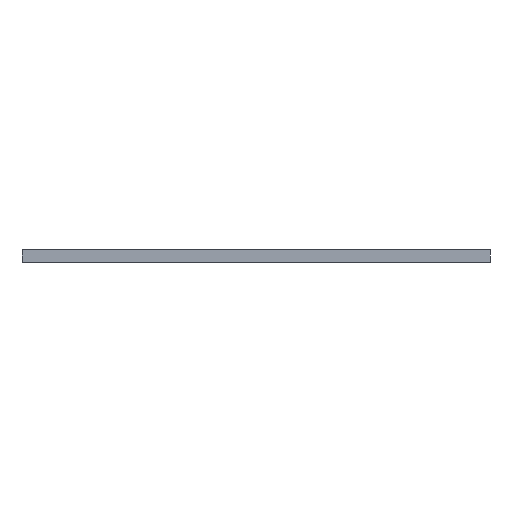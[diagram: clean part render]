
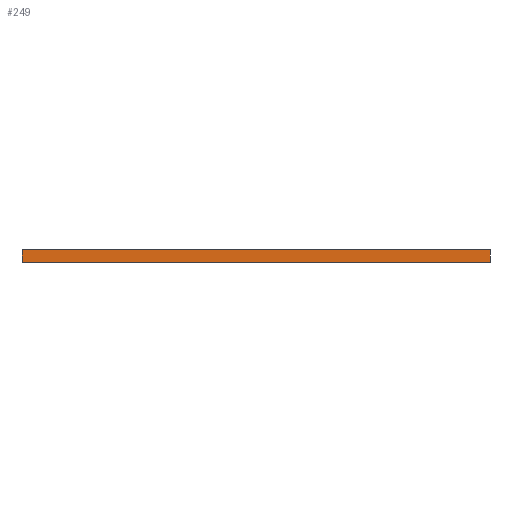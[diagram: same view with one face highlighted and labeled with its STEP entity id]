
A CAD part, left-side view. The second image highlights one B-rep face of the part: STEP entity #249.
In plain terms, the highlighted planar face has unit normal (-1, 0, 0).
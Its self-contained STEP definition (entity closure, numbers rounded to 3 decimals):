
#26 = ORIENTED_EDGE ( 'NONE', *, *, #1291, .T. ) ;
#65 = CARTESIAN_POINT ( 'NONE',  ( -114.173, -59.69, 3.175 ) ) ;
#82 = DIRECTION ( 'NONE',  ( 0., 0., -1. ) ) ;
#130 = FACE_OUTER_BOUND ( 'NONE', #648, .T. ) ;
#173 = CARTESIAN_POINT ( 'NONE',  ( -114.173, 0., 3.175 ) ) ;
#174 = VECTOR ( 'NONE', #1097, 1000. ) ;
#184 = LINE ( 'NONE', #621, #174 ) ;
#206 = VECTOR ( 'NONE', #220, 1000. ) ;
#220 = DIRECTION ( 'NONE',  ( 0., 0., -1. ) ) ;
#249 = ADVANCED_FACE ( 'NONE', ( #130 ), #1280, .T. ) ;
#264 = CARTESIAN_POINT ( 'NONE',  ( -114.173, -59.69, 3.175 ) ) ;
#317 = VECTOR ( 'NONE', #1304, 1000. ) ;
#371 = EDGE_CURVE ( 'NONE', #665, #1041, #853, .T. ) ;
#416 = VECTOR ( 'NONE', #82, 1000. ) ;
#446 = ORIENTED_EDGE ( 'NONE', *, *, #1055, .T. ) ;
#524 = VERTEX_POINT ( 'NONE', #1122 ) ;
#621 = CARTESIAN_POINT ( 'NONE',  ( -114.173, 0., 0. ) ) ;
#648 = EDGE_LOOP ( 'NONE', ( #732, #1269, #26, #446 ) ) ;
#665 = VERTEX_POINT ( 'NONE', #264 ) ;
#732 = ORIENTED_EDGE ( 'NONE', *, *, #1234, .F. ) ;
#828 = DIRECTION ( 'NONE',  ( -1., 0., 0. ) ) ;
#853 = LINE ( 'NONE', #65, #416 ) ;
#888 = CARTESIAN_POINT ( 'NONE',  ( -114.173, 59.69, 3.175 ) ) ;
#931 = DIRECTION ( 'NONE',  ( 0., -1., 0. ) ) ;
#959 = AXIS2_PLACEMENT_3D ( 'NONE', #1273, #828, #931 ) ;
#965 = CARTESIAN_POINT ( 'NONE',  ( -114.173, 59.69, 0. ) ) ;
#1041 = VERTEX_POINT ( 'NONE', #1127 ) ;
#1055 = EDGE_CURVE ( 'NONE', #524, #1253, #1386, .T. ) ;
#1097 = DIRECTION ( 'NONE',  ( 0., 1., 0. ) ) ;
#1122 = CARTESIAN_POINT ( 'NONE',  ( -114.173, 59.69, 3.175 ) ) ;
#1127 = CARTESIAN_POINT ( 'NONE',  ( -114.173, -59.69, 0. ) ) ;
#1234 = EDGE_CURVE ( 'NONE', #1041, #1253, #184, .T. ) ;
#1253 = VERTEX_POINT ( 'NONE', #965 ) ;
#1269 = ORIENTED_EDGE ( 'NONE', *, *, #371, .F. ) ;
#1273 = CARTESIAN_POINT ( 'NONE',  ( -114.173, 0., 3.175 ) ) ;
#1280 = PLANE ( 'NONE',  #959 ) ;
#1291 = EDGE_CURVE ( 'NONE', #665, #524, #1457, .T. ) ;
#1304 = DIRECTION ( 'NONE',  ( 0., 1., 0. ) ) ;
#1386 = LINE ( 'NONE', #888, #206 ) ;
#1457 = LINE ( 'NONE', #173, #317 ) ;
